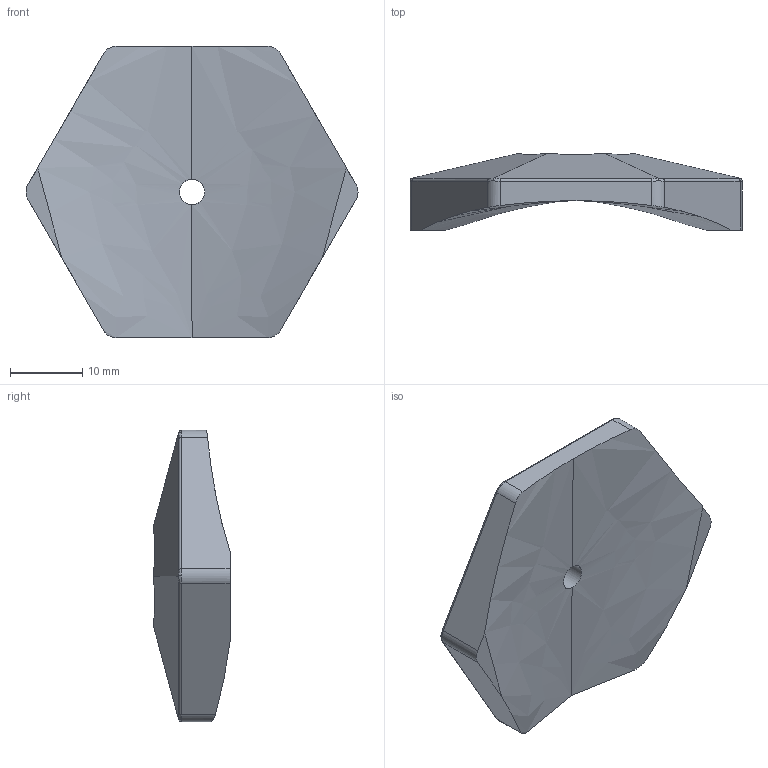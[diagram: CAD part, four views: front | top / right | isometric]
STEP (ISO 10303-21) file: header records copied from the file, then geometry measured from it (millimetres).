
FILE_DESCRIPTION (( 'STEP AP203' ), '1' );
FILE_NAME ('Magneto_Bracket_03.STEP', '2019-02-26T11:54:23', ( '' ), ( '' ), 'SwSTEP 2.0', 'SolidWorks 2011', '' );
FILE_SCHEMA (( 'CONFIG_CONTROL_DESIGN' ));
Length unit declared in the file: millimetre
Products named in the file (1): Magneto_Bracket_03
Bounding box: 45.8 x 10.5 x 40.2 mm (x, y, z)
Volume: 7482 mm3; surface area: 3728.1 mm2
Topology: 1 solids, 1 shells, 49 faces, 125 edges, 77 vertices
Faces by surface type: plane 21, cylinder 14, bspline 14
Full cylindrical faces by diameter (mm): 3.5 x1, 15.2 x1
Entity records: 1847 total; most frequent: CARTESIAN_POINT 762, ORIENTED_EDGE 244, DIRECTION 170, EDGE_CURVE 122, VERTEX_POINT 76, AXIS2_PLACEMENT_3D 60, EDGE_LOOP 52, FACE_OUTER_BOUND 51
